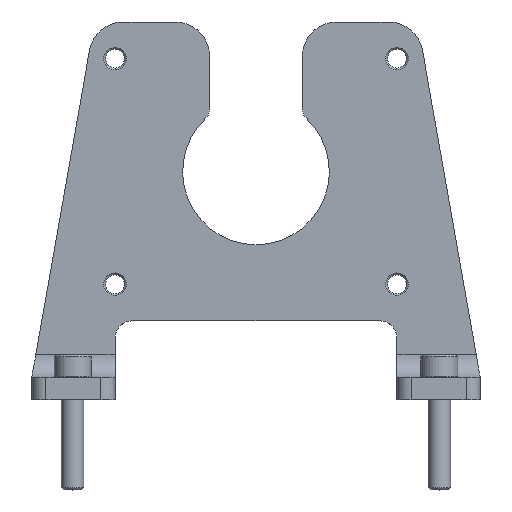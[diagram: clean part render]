
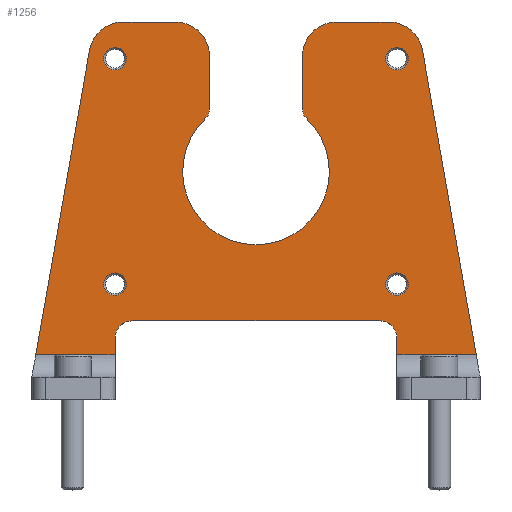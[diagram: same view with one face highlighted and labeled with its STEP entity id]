
A CAD part, top view. The second image highlights one B-rep face of the part: STEP entity #1256.
In plain terms, the highlighted planar face has unit normal (0, 0, 1).
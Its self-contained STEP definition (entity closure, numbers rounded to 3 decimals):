
#94=CIRCLE('',#1348,6.);
#96=CIRCLE('',#1352,6.);
#100=CIRCLE('',#1358,12.);
#102=CIRCLE('',#1362,12.);
#104=CIRCLE('',#1366,4.);
#106=CIRCLE('',#1369,26.);
#108=CIRCLE('',#1372,4.);
#110=CIRCLE('',#1376,12.);
#112=CIRCLE('',#1380,12.);
#127=CIRCLE('',#1404,4.);
#128=CIRCLE('',#1405,4.);
#129=CIRCLE('',#1406,4.);
#130=CIRCLE('',#1407,4.);
#327=ORIENTED_EDGE('',*,*,#607,.T.);
#328=ORIENTED_EDGE('',*,*,#608,.T.);
#329=ORIENTED_EDGE('',*,*,#609,.T.);
#330=ORIENTED_EDGE('',*,*,#610,.T.);
#331=ORIENTED_EDGE('',*,*,#507,.T.);
#332=ORIENTED_EDGE('',*,*,#536,.F.);
#333=ORIENTED_EDGE('',*,*,#538,.T.);
#334=ORIENTED_EDGE('',*,*,#542,.F.);
#335=ORIENTED_EDGE('',*,*,#548,.T.);
#336=ORIENTED_EDGE('',*,*,#605,.F.);
#337=ORIENTED_EDGE('',*,*,#534,.T.);
#338=ORIENTED_EDGE('',*,*,#551,.T.);
#339=ORIENTED_EDGE('',*,*,#554,.T.);
#340=ORIENTED_EDGE('',*,*,#557,.T.);
#341=ORIENTED_EDGE('',*,*,#560,.T.);
#342=ORIENTED_EDGE('',*,*,#563,.T.);
#343=ORIENTED_EDGE('',*,*,#567,.F.);
#344=ORIENTED_EDGE('',*,*,#569,.T.);
#345=ORIENTED_EDGE('',*,*,#572,.T.);
#346=ORIENTED_EDGE('',*,*,#575,.T.);
#347=ORIENTED_EDGE('',*,*,#578,.T.);
#348=ORIENTED_EDGE('',*,*,#581,.T.);
#349=ORIENTED_EDGE('',*,*,#525,.T.);
#350=ORIENTED_EDGE('',*,*,#604,.F.);
#507=EDGE_CURVE('',#676,#675,#791,.T.);
#525=EDGE_CURVE('',#694,#692,#806,.T.);
#534=EDGE_CURVE('',#698,#701,#812,.T.);
#536=EDGE_CURVE('',#702,#675,#94,.T.);
#538=EDGE_CURVE('',#702,#704,#814,.T.);
#542=EDGE_CURVE('',#706,#704,#96,.T.);
#548=EDGE_CURVE('',#706,#712,#821,.T.);
#551=EDGE_CURVE('',#701,#714,#100,.T.);
#554=EDGE_CURVE('',#714,#716,#824,.T.);
#557=EDGE_CURVE('',#716,#718,#102,.T.);
#560=EDGE_CURVE('',#718,#720,#828,.T.);
#563=EDGE_CURVE('',#720,#722,#104,.T.);
#567=EDGE_CURVE('',#724,#722,#106,.T.);
#569=EDGE_CURVE('',#724,#726,#108,.T.);
#572=EDGE_CURVE('',#726,#728,#834,.T.);
#575=EDGE_CURVE('',#728,#730,#110,.T.);
#578=EDGE_CURVE('',#730,#732,#838,.T.);
#581=EDGE_CURVE('',#732,#694,#112,.T.);
#604=EDGE_CURVE('',#676,#692,#849,.T.);
#605=EDGE_CURVE('',#698,#712,#850,.T.);
#607=EDGE_CURVE('',#745,#745,#127,.T.);
#608=EDGE_CURVE('',#746,#746,#128,.T.);
#609=EDGE_CURVE('',#747,#747,#129,.T.);
#610=EDGE_CURVE('',#748,#748,#130,.T.);
#675=VERTEX_POINT('',#1917);
#676=VERTEX_POINT('',#1919);
#692=VERTEX_POINT('',#1956);
#694=VERTEX_POINT('',#1959);
#698=VERTEX_POINT('',#1969);
#701=VERTEX_POINT('',#1975);
#702=VERTEX_POINT('',#1979);
#704=VERTEX_POINT('',#1985);
#706=VERTEX_POINT('',#1991);
#712=VERTEX_POINT('',#2004);
#714=VERTEX_POINT('',#2011);
#716=VERTEX_POINT('',#2017);
#718=VERTEX_POINT('',#2023);
#720=VERTEX_POINT('',#2029);
#722=VERTEX_POINT('',#2035);
#724=VERTEX_POINT('',#2041);
#726=VERTEX_POINT('',#2047);
#728=VERTEX_POINT('',#2053);
#730=VERTEX_POINT('',#2059);
#732=VERTEX_POINT('',#2065);
#745=VERTEX_POINT('',#2117);
#746=VERTEX_POINT('',#2119);
#747=VERTEX_POINT('',#2121);
#748=VERTEX_POINT('',#2123);
#791=LINE('',#1918,#873);
#806=LINE('',#1958,#888);
#812=LINE('',#1976,#894);
#814=LINE('',#1984,#896);
#821=LINE('',#2005,#903);
#824=LINE('',#2016,#906);
#828=LINE('',#2028,#910);
#834=LINE('',#2052,#916);
#838=LINE('',#2064,#920);
#849=LINE('',#2111,#931);
#850=LINE('',#2113,#932);
#873=VECTOR('',#1506,1000.);
#888=VECTOR('',#1535,1000.);
#894=VECTOR('',#1549,1000.);
#896=VECTOR('',#1559,1000.);
#903=VECTOR('',#1576,1000.);
#906=VECTOR('',#1589,1000.);
#910=VECTOR('',#1601,1000.);
#916=VECTOR('',#1627,1000.);
#920=VECTOR('',#1639,1000.);
#931=VECTOR('',#1696,1000.);
#932=VECTOR('',#1699,1000.);
#989=EDGE_LOOP('',(#327));
#990=EDGE_LOOP('',(#328));
#991=EDGE_LOOP('',(#329));
#992=EDGE_LOOP('',(#330));
#993=EDGE_LOOP('',(#331,#332,#333,#334,#335,#336,#337,#338,#339,#340,#341,
#342,#343,#344,#345,#346,#347,#348,#349,#350));
#1109=FACE_BOUND('',#989,.T.);
#1110=FACE_BOUND('',#990,.T.);
#1111=FACE_BOUND('',#991,.T.);
#1112=FACE_BOUND('',#992,.T.);
#1113=FACE_BOUND('',#993,.T.);
#1209=PLANE('',#1403);
#1256=ADVANCED_FACE('',(#1109,#1110,#1111,#1112,#1113),#1209,.T.);
#1348=AXIS2_PLACEMENT_3D('',#1981,#1553,#1554);
#1352=AXIS2_PLACEMENT_3D('',#1993,#1565,#1566);
#1358=AXIS2_PLACEMENT_3D('',#2010,#1582,#1583);
#1362=AXIS2_PLACEMENT_3D('',#2022,#1594,#1595);
#1366=AXIS2_PLACEMENT_3D('',#2034,#1606,#1607);
#1369=AXIS2_PLACEMENT_3D('',#2043,#1614,#1615);
#1372=AXIS2_PLACEMENT_3D('',#2046,#1620,#1621);
#1376=AXIS2_PLACEMENT_3D('',#2058,#1632,#1633);
#1380=AXIS2_PLACEMENT_3D('',#2070,#1644,#1645);
#1403=AXIS2_PLACEMENT_3D('',#2115,#1701,#1702);
#1404=AXIS2_PLACEMENT_3D('',#2116,#1703,#1704);
#1405=AXIS2_PLACEMENT_3D('',#2118,#1705,#1706);
#1406=AXIS2_PLACEMENT_3D('',#2120,#1707,#1708);
#1407=AXIS2_PLACEMENT_3D('',#2122,#1709,#1710);
#1506=DIRECTION('',(0.,1.,0.));
#1535=DIRECTION('',(-0.174,-0.985,0.));
#1549=DIRECTION('',(-0.174,0.985,0.));
#1553=DIRECTION('',(0.,0.,1.));
#1554=DIRECTION('',(1.,0.,0.));
#1559=DIRECTION('',(1.,0.,0.));
#1565=DIRECTION('',(0.,0.,1.));
#1566=DIRECTION('',(1.,0.,0.));
#1576=DIRECTION('',(0.,-1.,0.));
#1582=DIRECTION('',(0.,0.,1.));
#1583=DIRECTION('',(1.,0.,0.));
#1589=DIRECTION('',(-1.,0.,0.));
#1594=DIRECTION('',(0.,0.,1.));
#1595=DIRECTION('',(1.,0.,0.));
#1601=DIRECTION('',(0.,-1.,0.));
#1606=DIRECTION('',(0.,0.,1.));
#1607=DIRECTION('',(1.,0.,0.));
#1614=DIRECTION('',(0.,0.,1.));
#1615=DIRECTION('',(1.,0.,0.));
#1620=DIRECTION('',(0.,0.,1.));
#1621=DIRECTION('',(1.,0.,0.));
#1627=DIRECTION('',(0.,1.,0.));
#1632=DIRECTION('',(0.,0.,1.));
#1633=DIRECTION('',(1.,0.,0.));
#1639=DIRECTION('',(-1.,0.,0.));
#1644=DIRECTION('',(0.,0.,1.));
#1645=DIRECTION('',(1.,0.,0.));
#1696=DIRECTION('',(-1.,0.,0.));
#1699=DIRECTION('',(-1.,0.,0.));
#1701=DIRECTION('',(0.,0.,1.));
#1702=DIRECTION('',(1.,0.,0.));
#1703=DIRECTION('',(0.,0.,-1.));
#1704=DIRECTION('',(-1.,0.,0.));
#1705=DIRECTION('',(0.,0.,-1.));
#1706=DIRECTION('',(-1.,0.,0.));
#1707=DIRECTION('',(0.,0.,-1.));
#1708=DIRECTION('',(-1.,0.,0.));
#1709=DIRECTION('',(0.,0.,-1.));
#1710=DIRECTION('',(-1.,0.,0.));
#1917=CARTESIAN_POINT('',(-50.,22.,8.));
#1918=CARTESIAN_POINT('',(-50.,0.,8.));
#1919=CARTESIAN_POINT('',(-50.,16.,8.));
#1956=CARTESIAN_POINT('',(-78.089,16.,8.));
#1958=CARTESIAN_POINT('',(-59.031,124.084,8.));
#1959=CARTESIAN_POINT('',(-59.031,124.084,8.));
#1969=CARTESIAN_POINT('',(78.089,16.,8.));
#1975=CARTESIAN_POINT('',(59.031,124.084,8.));
#1976=CARTESIAN_POINT('',(79.5,8.,8.));
#1979=CARTESIAN_POINT('',(-44.,28.,8.));
#1981=CARTESIAN_POINT('',(-44.,22.,8.));
#1984=CARTESIAN_POINT('',(-44.,28.,8.));
#1985=CARTESIAN_POINT('',(44.,28.,8.));
#1991=CARTESIAN_POINT('',(50.,22.,8.));
#1993=CARTESIAN_POINT('',(44.,22.,8.));
#2004=CARTESIAN_POINT('',(50.,16.,8.));
#2005=CARTESIAN_POINT('',(50.,22.,8.));
#2010=CARTESIAN_POINT('',(47.214,122.,8.));
#2011=CARTESIAN_POINT('',(47.214,134.,8.));
#2016=CARTESIAN_POINT('',(47.214,134.,8.));
#2017=CARTESIAN_POINT('',(28.5,134.,8.));
#2022=CARTESIAN_POINT('',(28.5,122.,8.));
#2023=CARTESIAN_POINT('',(16.5,122.,8.));
#2028=CARTESIAN_POINT('',(16.5,122.,8.));
#2029=CARTESIAN_POINT('',(16.5,102.903,8.));
#2034=CARTESIAN_POINT('',(20.5,102.903,8.));
#2035=CARTESIAN_POINT('',(17.767,99.983,8.));
#2041=CARTESIAN_POINT('',(-17.767,99.983,8.));
#2043=CARTESIAN_POINT('',(0.,81.,8.));
#2046=CARTESIAN_POINT('',(-20.5,102.903,8.));
#2047=CARTESIAN_POINT('',(-16.5,102.903,8.));
#2052=CARTESIAN_POINT('',(-16.5,102.903,8.));
#2053=CARTESIAN_POINT('',(-16.5,122.,8.));
#2058=CARTESIAN_POINT('',(-28.5,122.,8.));
#2059=CARTESIAN_POINT('',(-28.5,134.,8.));
#2064=CARTESIAN_POINT('',(-28.5,134.,8.));
#2065=CARTESIAN_POINT('',(-47.214,134.,8.));
#2070=CARTESIAN_POINT('',(-47.214,122.,8.));
#2111=CARTESIAN_POINT('',(159.,16.,8.));
#2113=CARTESIAN_POINT('',(159.,16.,8.));
#2115=CARTESIAN_POINT('',(159.,16.,8.));
#2116=CARTESIAN_POINT('',(50.,121.,8.));
#2117=CARTESIAN_POINT('',(46.,121.,8.));
#2118=CARTESIAN_POINT('',(50.,41.,8.));
#2119=CARTESIAN_POINT('',(46.,41.,8.));
#2120=CARTESIAN_POINT('',(-50.,121.,8.));
#2121=CARTESIAN_POINT('',(-54.,121.,8.));
#2122=CARTESIAN_POINT('',(-50.,41.,8.));
#2123=CARTESIAN_POINT('',(-54.,41.,8.));
